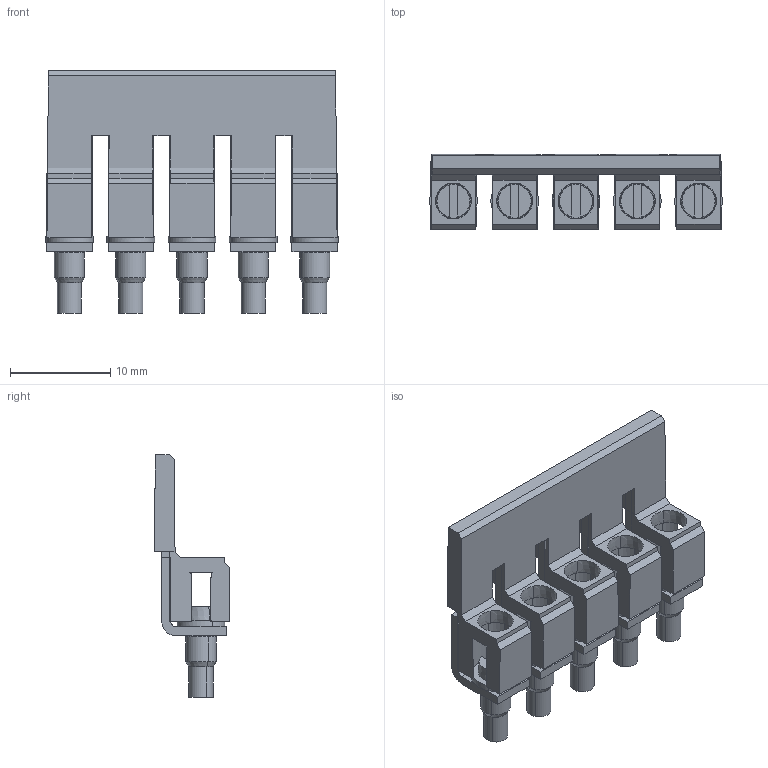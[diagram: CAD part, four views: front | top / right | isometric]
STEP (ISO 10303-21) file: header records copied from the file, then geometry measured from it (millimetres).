
FILE_DESCRIPTION(('CATIA V5 STEP Exchange','CAx-IF Rec.Pracs.--- Model Styling and Organization---1.4--- 2014-01-23'),'2;1');
FILE_NAME ('004800-10_0', '2021-06-18T11:19:35+00:00', ('none'), ('Weidmueller'), 'CATIA Version 5-6 Release 2016 SP3 HF44', 'CATIA V5 STEP AP214', 'none');
FILE_SCHEMA(('AUTOMOTIVE_DESIGN { 1 0 10303 214 1 1 1 1 }'));
Length unit declared in the file: millimetre
Products named in the file (1): 1057860000
Bounding box: 29.15 x 7.47 x 24.1 mm (x, y, z)
Volume: 1570.5 mm3; surface area: 3430.2 mm2
Topology: 2 solids, 2 shells, 263 faces, 721 edges, 468 vertices
Faces by surface type: plane 163, cylinder 60, cone 40
Entity records: 7649 total; most frequent: CARTESIAN_POINT 1484, ORIENTED_EDGE 1442, DIRECTION 973, EDGE_CURVE 721, VERTEX_POINT 468, VECTOR 463, LINE 463, AXIS2_PLACEMENT_3D 365
